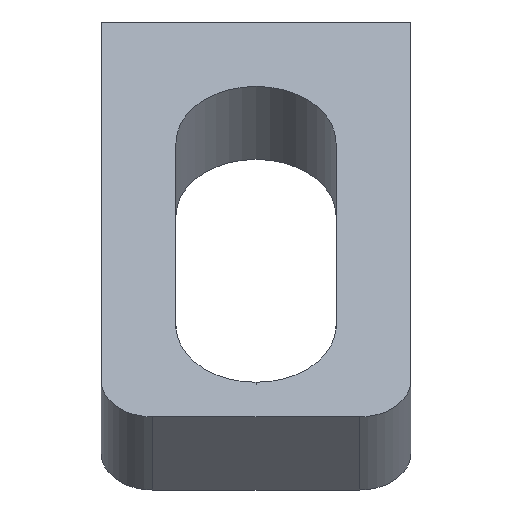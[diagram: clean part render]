
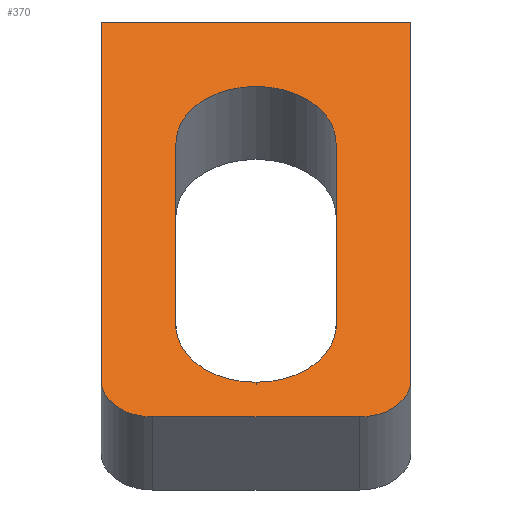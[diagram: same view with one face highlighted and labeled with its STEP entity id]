
A CAD part, front view. The second image highlights one B-rep face of the part: STEP entity #370.
In plain terms, the highlighted planar face has unit normal (0, -0.707, 0.707).
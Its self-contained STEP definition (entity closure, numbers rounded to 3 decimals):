
#12 = DIRECTION ( 'NONE',  ( 0., -0.707, -0.707 ) ) ;
#17 = CARTESIAN_POINT ( 'NONE',  ( -1.45, -28.46, -5.646 ) ) ;
#18 = DIRECTION ( 'NONE',  ( 0., 0.707, 0.707 ) ) ;
#23 = CARTESIAN_POINT ( 'NONE',  ( 0., -28.46, -5.646 ) ) ;
#30 = FACE_BOUND ( 'NONE', #481, .T. ) ;
#65 = VECTOR ( 'NONE', #733, 1000. ) ;
#66 = LINE ( 'NONE', #772, #65 ) ;
#71 = CIRCLE ( 'NONE', #655, 1. ) ;
#108 = VECTOR ( 'NONE', #12, 1000. ) ;
#112 = VECTOR ( 'NONE', #18, 1000. ) ;
#113 = LINE ( 'NONE', #17, #108 ) ;
#115 = LINE ( 'NONE', #23, #112 ) ;
#130 = ORIENTED_EDGE ( 'NONE', *, *, #740, .T. ) ;
#166 = ORIENTED_EDGE ( 'NONE', *, *, #742, .T. ) ;
#181 = VECTOR ( 'NONE', #390, 1000. ) ;
#185 = ORIENTED_EDGE ( 'NONE', *, *, #717, .T. ) ;
#188 = LINE ( 'NONE', #402, #181 ) ;
#191 = ORIENTED_EDGE ( 'NONE', *, *, #691, .T. ) ;
#194 = VECTOR ( 'NONE', #432, 1000. ) ;
#197 = VERTEX_POINT ( 'NONE', #817 ) ;
#201 = VECTOR ( 'NONE', #442, 1000. ) ;
#208 = LINE ( 'NONE', #443, #201 ) ;
#214 = LINE ( 'NONE', #450, #194 ) ;
#229 = VERTEX_POINT ( 'NONE', #451 ) ;
#230 = VERTEX_POINT ( 'NONE', #849 ) ;
#252 = VERTEX_POINT ( 'NONE', #751 ) ;
#254 = VERTEX_POINT ( 'NONE', #770 ) ;
#255 = VERTEX_POINT ( 'NONE', #863 ) ;
#273 = ORIENTED_EDGE ( 'NONE', *, *, #749, .F. ) ;
#277 = ORIENTED_EDGE ( 'NONE', *, *, #722, .F. ) ;
#280 = EDGE_LOOP ( 'NONE', ( #503, #273, #412, #292, #166, #277 ) ) ;
#292 = ORIENTED_EDGE ( 'NONE', *, *, #709, .F. ) ;
#303 = CIRCLE ( 'NONE', #628, 1.55 ) ;
#307 = VERTEX_POINT ( 'NONE', #578 ) ;
#326 = CIRCLE ( 'NONE', #641, 1. ) ;
#355 = DIRECTION ( 'NONE',  ( 0., -0.707, -0.707 ) ) ;
#357 = VERTEX_POINT ( 'NONE', #583 ) ;
#370 = ADVANCED_FACE ( 'NONE', ( #423, #30 ), #424, .T. ) ;
#390 = DIRECTION ( 'NONE',  ( 1., 0., 0. ) ) ;
#395 = CIRCLE ( 'NONE', #645, 1.55 ) ;
#400 = VERTEX_POINT ( 'NONE', #813 ) ;
#402 = CARTESIAN_POINT ( 'NONE',  ( 0., -20.814, 2. ) ) ;
#412 = ORIENTED_EDGE ( 'NONE', *, *, #642, .T. ) ;
#423 = FACE_OUTER_BOUND ( 'NONE', #280, .T. ) ;
#424 = PLANE ( 'NONE',  #708 ) ;
#432 = DIRECTION ( 'NONE',  ( 0., 0.707, 0.707 ) ) ;
#437 = CARTESIAN_POINT ( 'NONE',  ( 0., -28.46, -5.646 ) ) ;
#441 = VERTEX_POINT ( 'NONE', #814 ) ;
#442 = DIRECTION ( 'NONE',  ( 1., 0., 0. ) ) ;
#443 = CARTESIAN_POINT ( 'NONE',  ( 0., -28.46, -5.646 ) ) ;
#444 = DIRECTION ( 'NONE',  ( 0., -0.707, -0.707 ) ) ;
#445 = DIRECTION ( 'NONE',  ( 0., -0.707, 0.707 ) ) ;
#447 = DIRECTION ( 'NONE',  ( 0., 0.707, -0.707 ) ) ;
#449 = CARTESIAN_POINT ( 'NONE',  ( -3., -23.157, -0.343 ) ) ;
#450 = CARTESIAN_POINT ( 'NONE',  ( -4.55, -28.46, -5.646 ) ) ;
#451 = CARTESIAN_POINT ( 'NONE',  ( -5., -28.46, -5.646 ) ) ;
#481 = EDGE_LOOP ( 'NONE', ( #191, #185, #526, #130, #592 ) ) ;
#496 = DIRECTION ( 'NONE',  ( 0., -0.707, -0.707 ) ) ;
#501 = DIRECTION ( 'NONE',  ( 0., 0.707, -0.707 ) ) ;
#502 = CARTESIAN_POINT ( 'NONE',  ( -1., -27.753, -4.939 ) ) ;
#503 = ORIENTED_EDGE ( 'NONE', *, *, #760, .T. ) ;
#509 = VERTEX_POINT ( 'NONE', #798 ) ;
#526 = ORIENTED_EDGE ( 'NONE', *, *, #746, .T. ) ;
#538 = DIRECTION ( 'NONE',  ( 0., -0.707, -0.707 ) ) ;
#539 = DIRECTION ( 'NONE',  ( 0., 0.707, -0.707 ) ) ;
#540 = CARTESIAN_POINT ( 'NONE',  ( -3., -26.692, -3.879 ) ) ;
#578 = CARTESIAN_POINT ( 'NONE',  ( -1.45, -26.692, -3.879 ) ) ;
#583 = CARTESIAN_POINT ( 'NONE',  ( -1., -28.46, -5.646 ) ) ;
#589 = DIRECTION ( 'NONE',  ( 0., -0.707, -0.707 ) ) ;
#591 = DIRECTION ( 'NONE',  ( 0., 0.707, -0.707 ) ) ;
#592 = ORIENTED_EDGE ( 'NONE', *, *, #762, .T. ) ;
#594 = CARTESIAN_POINT ( 'NONE',  ( -3., -26.692, -3.879 ) ) ;
#597 = CIRCLE ( 'NONE', #660, 1.55 ) ;
#605 = CARTESIAN_POINT ( 'NONE',  ( -5., -27.753, -4.939 ) ) ;
#628 = AXIS2_PLACEMENT_3D ( 'NONE', #449, #447, #444 ) ;
#632 = DIRECTION ( 'NONE',  ( 0., 0.707, -0.707 ) ) ;
#641 = AXIS2_PLACEMENT_3D ( 'NONE', #502, #501, #496 ) ;
#642 = EDGE_CURVE ( 'NONE', #255, #509, #66, .T. ) ;
#645 = AXIS2_PLACEMENT_3D ( 'NONE', #540, #539, #538 ) ;
#655 = AXIS2_PLACEMENT_3D ( 'NONE', #605, #632, #682 ) ;
#660 = AXIS2_PLACEMENT_3D ( 'NONE', #594, #591, #589 ) ;
#682 = DIRECTION ( 'NONE',  ( 0., 0.707, 0.707 ) ) ;
#691 = EDGE_CURVE ( 'NONE', #307, #254, #597, .T. ) ;
#708 = AXIS2_PLACEMENT_3D ( 'NONE', #437, #445, #355 ) ;
#709 = EDGE_CURVE ( 'NONE', #229, #509, #71, .T. ) ;
#717 = EDGE_CURVE ( 'NONE', #254, #230, #395, .T. ) ;
#722 = EDGE_CURVE ( 'NONE', #441, #357, #326, .T. ) ;
#733 = DIRECTION ( 'NONE',  ( 0., -0.707, -0.707 ) ) ;
#740 = EDGE_CURVE ( 'NONE', #252, #197, #303, .T. ) ;
#742 = EDGE_CURVE ( 'NONE', #229, #357, #208, .T. ) ;
#746 = EDGE_CURVE ( 'NONE', #230, #252, #214, .T. ) ;
#749 = EDGE_CURVE ( 'NONE', #255, #400, #188, .T. ) ;
#751 = CARTESIAN_POINT ( 'NONE',  ( -4.55, -23.157, -0.343 ) ) ;
#760 = EDGE_CURVE ( 'NONE', #441, #400, #115, .T. ) ;
#762 = EDGE_CURVE ( 'NONE', #197, #307, #113, .T. ) ;
#770 = CARTESIAN_POINT ( 'NONE',  ( -3., -27.788, -4.975 ) ) ;
#772 = CARTESIAN_POINT ( 'NONE',  ( -6., -28.46, -5.646 ) ) ;
#798 = CARTESIAN_POINT ( 'NONE',  ( -6., -27.753, -4.939 ) ) ;
#813 = CARTESIAN_POINT ( 'NONE',  ( 0., -20.814, 2. ) ) ;
#814 = CARTESIAN_POINT ( 'NONE',  ( 0., -27.753, -4.939 ) ) ;
#817 = CARTESIAN_POINT ( 'NONE',  ( -1.45, -23.157, -0.343 ) ) ;
#849 = CARTESIAN_POINT ( 'NONE',  ( -4.55, -26.692, -3.879 ) ) ;
#863 = CARTESIAN_POINT ( 'NONE',  ( -6., -20.814, 2. ) ) ;
